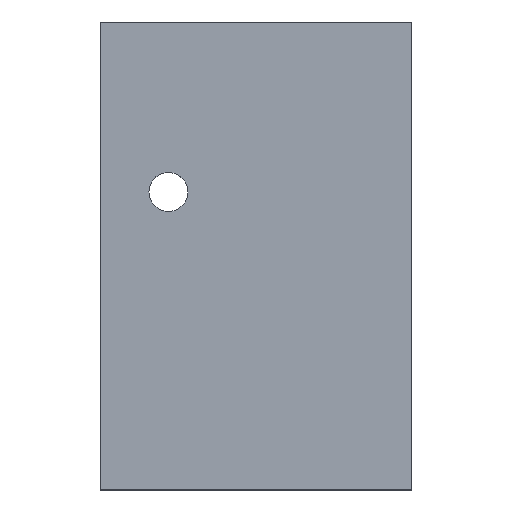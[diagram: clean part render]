
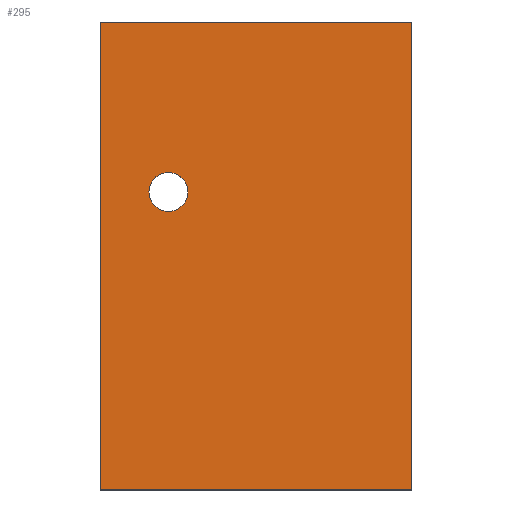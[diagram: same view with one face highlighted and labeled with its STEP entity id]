
A CAD part, top view. The second image highlights one B-rep face of the part: STEP entity #295.
In plain terms, the highlighted planar face has unit normal (0, 0, 1).
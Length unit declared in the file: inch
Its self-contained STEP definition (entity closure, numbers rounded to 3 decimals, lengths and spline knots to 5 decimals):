
#182=CIRCLE('',#336,0.125);
#200=ORIENTED_EDGE('',*,*,#224,.T.);
#201=ORIENTED_EDGE('',*,*,#214,.T.);
#202=ORIENTED_EDGE('',*,*,#218,.T.);
#203=ORIENTED_EDGE('',*,*,#221,.T.);
#204=ORIENTED_EDGE('',*,*,#223,.T.);
#214=EDGE_CURVE('EC3',#229,#228,#238,.T.);
#218=EDGE_CURVE('EC7',#228,#231,#242,.T.);
#221=EDGE_CURVE('EC10',#231,#233,#245,.T.);
#223=EDGE_CURVE('EC12',#233,#229,#247,.T.);
#224=EDGE_CURVE('EC13',#234,#234,#182,.T.);
#228=VERTEX_POINT('VP3',#456);
#229=VERTEX_POINT('VP4',#458);
#231=VERTEX_POINT('VP6',#464);
#233=VERTEX_POINT('VP8',#470);
#234=VERTEX_POINT('VP9',#477);
#238=LINE('',#457,#250);
#242=LINE('',#465,#254);
#245=LINE('',#471,#257);
#247=LINE('',#474,#259);
#250=VECTOR('',#372,39.37008);
#254=VECTOR('',#378,39.37008);
#257=VECTOR('',#383,39.37008);
#259=VECTOR('',#387,39.37008);
#264=EDGE_LOOP('',(#200));
#265=EDGE_LOOP('',(#201,#202,#203,#204));
#274=FACE_BOUND('',#264,.T.);
#275=FACE_BOUND('',#265,.T.);
#284=PLANE('',#335);
#295=ADVANCED_FACE('AF5',(#274,#275),#284,.T.);
#335=AXIS2_PLACEMENT_3D('',#475,#388,#389);
#336=AXIS2_PLACEMENT_3D('',#476,#390,#391);
#372=DIRECTION('',(0.,-1.,0.));
#378=DIRECTION('',(1.,0.,0.));
#383=DIRECTION('',(0.,1.,0.));
#387=DIRECTION('',(-1.,0.,0.));
#388=DIRECTION('',(0.,0.,1.));
#389=DIRECTION('',(1.,0.,0.));
#390=DIRECTION('',(0.,0.,-1.));
#391=DIRECTION('',(-1.,0.,0.));
#456=CARTESIAN_POINT('',(-1.,-1.5,0.125));
#457=CARTESIAN_POINT('',(-1.,1.5,0.125));
#458=CARTESIAN_POINT('',(-1.,1.5,0.125));
#464=CARTESIAN_POINT('',(1.,-1.5,0.125));
#465=CARTESIAN_POINT('',(-1.,-1.5,0.125));
#470=CARTESIAN_POINT('',(1.,1.5,0.125));
#471=CARTESIAN_POINT('',(1.,-1.5,0.125));
#474=CARTESIAN_POINT('',(1.,1.5,0.125));
#475=CARTESIAN_POINT('',(0.,0.,0.125));
#476=CARTESIAN_POINT('',(-0.56136,0.41065,0.125));
#477=CARTESIAN_POINT('',(-0.68636,0.41065,0.125));
